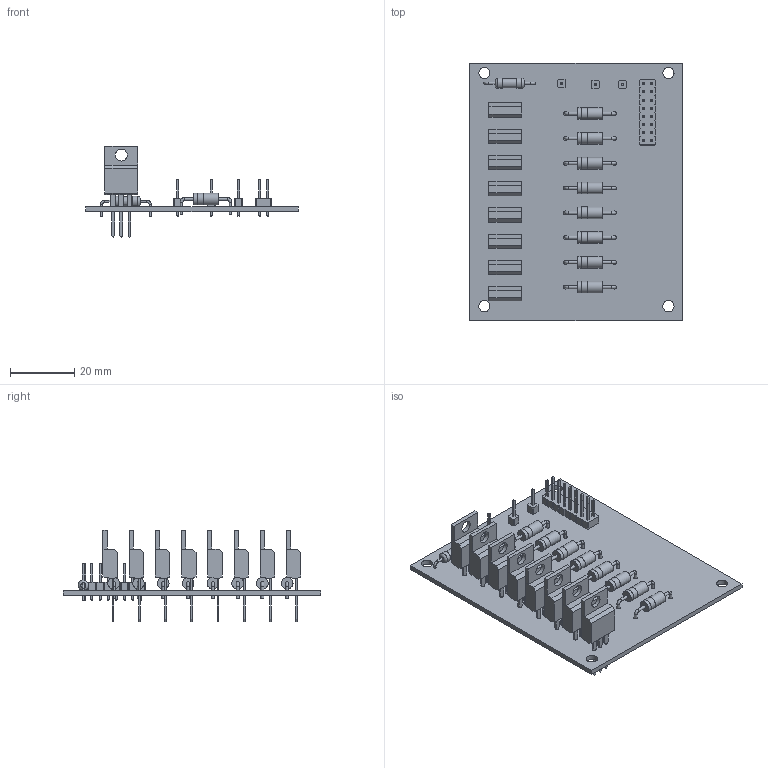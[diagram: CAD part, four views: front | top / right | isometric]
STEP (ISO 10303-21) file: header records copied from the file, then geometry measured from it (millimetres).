
FILE_DESCRIPTION(('KiCad electronic assembly'),'2;1');
FILE_NAME('valve-driver.step','2025-09-01T09:27:32',('Pcbnew'),('Kicad') ,'Open CASCADE STEP processor 7.9','KiCad to STEP converter','Unknown' );
FILE_SCHEMA(('AUTOMOTIVE_DESIGN { 1 0 10303 214 1 1 1 1 }'));
Length unit declared in the file: millimetre
Products named in the file (7): valve-driver 1; D_DO-15_P15.24mm_Horizontal; PinHeader_2x08_P2.54mm_Vertical; TO-220-3_Vertical; PinHeader_1x01_P2.54mm_Vertical; R_Axial_DIN0309_L9.0mm_D3.2mm_P15.24mm_Horizontal; valve-driver_PCB
Assembly tree (22 placements, depth 2):
  valve-driver 1
    D_DO-15_P15.24mm_Horizontal  x8
    PinHeader_2x08_P2.54mm_Vertical
    TO-220-3_Vertical  x8
    PinHeader_1x01_P2.54mm_Vertical  x3
    R_Axial_DIN0309_L9.0mm_D3.2mm_P15.24mm_Horizontal
    valve-driver_PCB
Bounding box: 66 x 80 x 28.52 mm (x, y, z)
Volume: 12872.8 mm3; surface area: 18179.1 mm2
Topology: 22 solids, 22 shells, 1016 faces, 2504 edges, 1606 vertices
Faces by surface type: plane 860, cylinder 136, torus 20
Full cylindrical faces by diameter (mm): 0.7 x4, 0.8 x2, 0.9 x32, 1 x19, 1.1 x24, 1.2 x16, 2.88 x1, 3.2 x2, 3.5 x4, 3.6 x16, 3.62 x8, 3.735 x8
Entity records: 18398 total; most frequent: CARTESIAN_POINT 2575, DIRECTION 2501, ORIENTED_EDGE 2498, EDGE_CURVE 1249, LINE 1081, VECTOR 1081, VERTEX_POINT 784, AXIS2_PLACEMENT_3D 710
